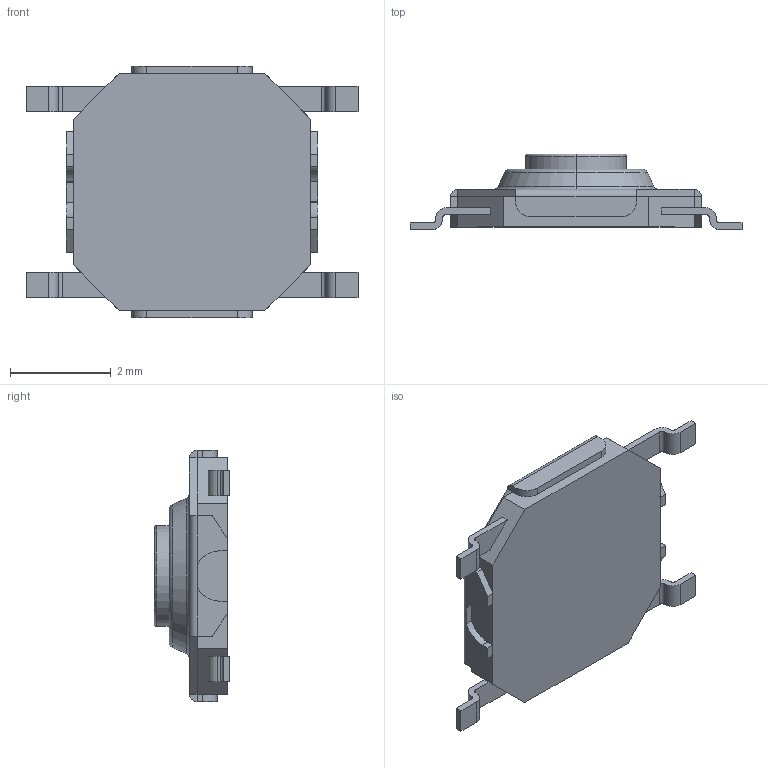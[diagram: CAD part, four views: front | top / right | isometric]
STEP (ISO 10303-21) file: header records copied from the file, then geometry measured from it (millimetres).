
FILE_DESCRIPTION (( 'STEP AP214' ), '1' );
FILE_NAME ('TL3342F160QG.STEP', '2018-11-08T12:14:57', ( '' ), ( '' ), 'SwSTEP 2.0', 'SolidWorks 2017', '' );
FILE_SCHEMA (( 'AUTOMOTIVE_DESIGN' ));
Length unit declared in the file: millimetre
Products named in the file (1): TL3342F160QG
Bounding box: 6.6 x 1.5 x 5 mm (x, y, z)
Volume: 19.8 mm3; surface area: 128 mm2
Topology: 7 solids, 7 shells, 162 faces, 380 edges, 238 vertices
Faces by surface type: plane 118, cylinder 32, torus 6, bspline 4, cone 2
Entity records: 4660 total; most frequent: CARTESIAN_POINT 809, DIRECTION 778, ORIENTED_EDGE 760, EDGE_CURVE 380, LINE 300, VECTOR 300, AXIS2_PLACEMENT_3D 239, VERTEX_POINT 238
